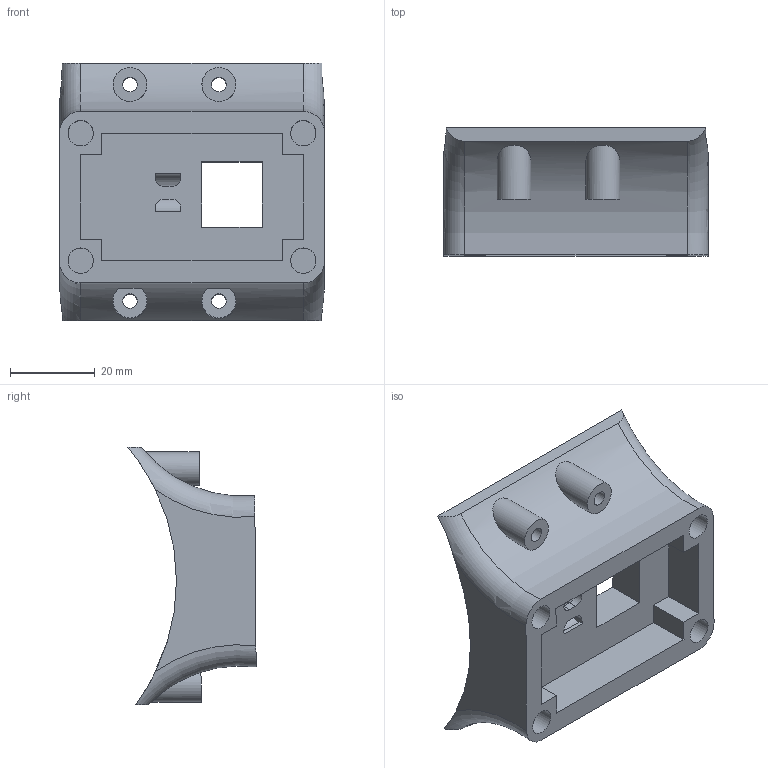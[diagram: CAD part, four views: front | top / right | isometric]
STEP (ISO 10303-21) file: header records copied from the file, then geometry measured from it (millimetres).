
FILE_DESCRIPTION(/* description */ (''),/* implementation_level */ '2;1');
FILE_NAME(/* name */ 'Joint_3_Base.step',/* time_stamp */ '2025-04-05T18:36:48-04:00',/* author */ (''),/* organization */ (''),/* preprocessor_version */ 'ST-DEVELOPER v20.1',/* originating_system */ 'Autodesk Translation Framework v14.4.0.0',/* authorisation */ '');
FILE_SCHEMA (('AUTOMOTIVE_DESIGN { 1 0 10303 214 3 1 1 }'));
Length unit declared in the file: millimetre
Products named in the file (3): armatron_7; Shoulder Joint; Wire Box (2)
Assembly tree (2 placements, depth 3):
  armatron_7
    Shoulder Joint
      Wire Box (2)
Bounding box: 62.41 x 30.21 x 60.62 mm (x, y, z)
Volume: 40932 mm3; surface area: 15779.2 mm2
Topology: 1 solids, 1 shells, 73 faces, 176 edges, 114 vertices
Faces by surface type: plane 40, cylinder 25, torus 8
Full cylindrical faces by diameter (mm): 3.45 x4, 6 x4, 8 x2
Entity records: 2614 total; most frequent: CARTESIAN_POINT 794, DIRECTION 358, ORIENTED_EDGE 352, EDGE_CURVE 176, AXIS2_PLACEMENT_3D 130, VERTEX_POINT 114, LINE 98, VECTOR 98
